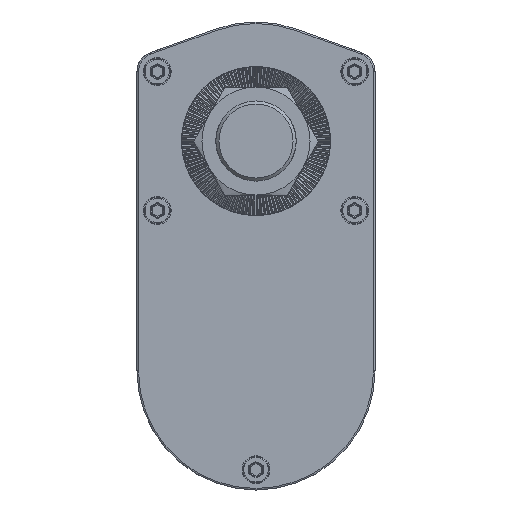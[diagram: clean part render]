
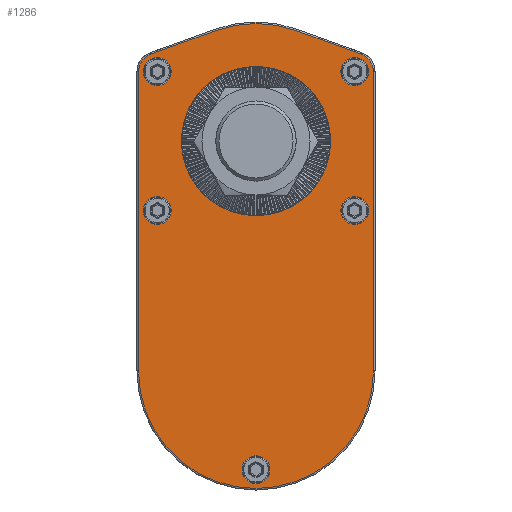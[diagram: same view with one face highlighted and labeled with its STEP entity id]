
A CAD part, front view. The second image highlights one B-rep face of the part: STEP entity #1286.
In plain terms, the highlighted planar face has unit normal (0, -1, 0).
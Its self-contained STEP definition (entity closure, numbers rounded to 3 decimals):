
#1286 = ADVANCED_FACE( '', ( #3263, #3264, #3265, #3266, #3267, #3268, #3269 ), #3270, .T. );
#3263 = FACE_BOUND( '', #6991, .T. );
#3264 = FACE_BOUND( '', #6992, .T. );
#3265 = FACE_BOUND( '', #6993, .T. );
#3266 = FACE_BOUND( '', #6994, .T. );
#3267 = FACE_BOUND( '', #6995, .T. );
#3268 = FACE_OUTER_BOUND( '', #6996, .T. );
#3269 = FACE_BOUND( '', #6997, .T. );
#3270 = PLANE( '', #6998 );
#6991 = EDGE_LOOP( '', ( #15532 ) );
#6992 = EDGE_LOOP( '', ( #15533 ) );
#6993 = EDGE_LOOP( '', ( #15534 ) );
#6994 = EDGE_LOOP( '', ( #15535 ) );
#6995 = EDGE_LOOP( '', ( #15536 ) );
#6996 = EDGE_LOOP( '', ( #15537, #15538, #15539, #15540, #15541, #15542, #15543, #15544 ) );
#6997 = EDGE_LOOP( '', ( #15545 ) );
#6998 = AXIS2_PLACEMENT_3D( '', #15546, #15547, #15548 );
#15532 = ORIENTED_EDGE( '', *, *, #22635, .T. );
#15533 = ORIENTED_EDGE( '', *, *, #22203, .T. );
#15534 = ORIENTED_EDGE( '', *, *, #22636, .T. );
#15535 = ORIENTED_EDGE( '', *, *, #22637, .T. );
#15536 = ORIENTED_EDGE( '', *, *, #22638, .T. );
#15537 = ORIENTED_EDGE( '', *, *, #22639, .T. );
#15538 = ORIENTED_EDGE( '', *, *, #22640, .T. );
#15539 = ORIENTED_EDGE( '', *, *, #22641, .T. );
#15540 = ORIENTED_EDGE( '', *, *, #22642, .T. );
#15541 = ORIENTED_EDGE( '', *, *, #21775, .T. );
#15542 = ORIENTED_EDGE( '', *, *, #22643, .T. );
#15543 = ORIENTED_EDGE( '', *, *, #22644, .T. );
#15544 = ORIENTED_EDGE( '', *, *, #22645, .T. );
#15545 = ORIENTED_EDGE( '', *, *, #22646, .F. );
#15546 = CARTESIAN_POINT( '', ( 0., 24.5, -74.5 ) );
#15547 = DIRECTION( '', ( 0., -1., 0. ) );
#15548 = DIRECTION( '', ( 0., 0., -1. ) );
#21775 = EDGE_CURVE( '', #24897, #24895, #24898, .T. );
#22203 = EDGE_CURVE( '', #25667, #25667, #25668, .T. );
#22635 = EDGE_CURVE( '', #26370, #26370, #26371, .T. );
#22636 = EDGE_CURVE( '', #26372, #26372, #26373, .T. );
#22637 = EDGE_CURVE( '', #26374, #26374, #26375, .T. );
#22638 = EDGE_CURVE( '', #26376, #26376, #26377, .T. );
#22639 = EDGE_CURVE( '', #26378, #26379, #26380, .T. );
#22640 = EDGE_CURVE( '', #26379, #26381, #26382, .T. );
#22641 = EDGE_CURVE( '', #26381, #26383, #26384, .T. );
#22642 = EDGE_CURVE( '', #26383, #24897, #26385, .T. );
#22643 = EDGE_CURVE( '', #24895, #26386, #26387, .T. );
#22644 = EDGE_CURVE( '', #26386, #26388, #26389, .T. );
#22645 = EDGE_CURVE( '', #26388, #26378, #26390, .T. );
#22646 = EDGE_CURVE( '', #26391, #26391, #26392, .T. );
#24895 = VERTEX_POINT( '', #29721 );
#24897 = VERTEX_POINT( '', #29723 );
#24898 = CIRCLE( '', #29724, 6.08 );
#25667 = VERTEX_POINT( '', #31231 );
#25668 = CIRCLE( '', #31232, 4.5 );
#26370 = VERTEX_POINT( '', #32551 );
#26371 = CIRCLE( '', #32552, 4.5 );
#26372 = VERTEX_POINT( '', #32553 );
#26373 = CIRCLE( '', #32554, 4.5 );
#26374 = VERTEX_POINT( '', #32555 );
#26375 = CIRCLE( '', #32556, 4.5 );
#26376 = VERTEX_POINT( '', #32557 );
#26377 = CIRCLE( '', #32558, 4.5 );
#26378 = VERTEX_POINT( '', #32559 );
#26379 = VERTEX_POINT( '', #32560 );
#26380 = CIRCLE( '', #32561, 6.08 );
#26381 = VERTEX_POINT( '', #32562 );
#26382 = LINE( '', #32563, #32564 );
#26383 = VERTEX_POINT( '', #32565 );
#26384 = CIRCLE( '', #32566, 38.08 );
#26385 = LINE( '', #32567, #32568 );
#26386 = VERTEX_POINT( '', #32569 );
#26387 = LINE( '', #32570, #32571 );
#26388 = VERTEX_POINT( '', #32572 );
#26389 = CIRCLE( '', #32573, 38.08 );
#26390 = LINE( '', #32574, #32575 );
#26391 = VERTEX_POINT( '', #32576 );
#26392 = CIRCLE( '', #32577, 24.1 );
#29721 = CARTESIAN_POINT( '', ( -38.08, 24.5, 22.46 ) );
#29723 = CARTESIAN_POINT( '', ( -34.067, 24.5, 28.178 ) );
#29724 = AXIS2_PLACEMENT_3D( '', #38576, #38577, #38578 );
#31231 = CARTESIAN_POINT( '', ( 32., 24.5, -27. ) );
#31232 = AXIS2_PLACEMENT_3D( '', #39053, #39054, #39055 );
#32551 = CARTESIAN_POINT( '', ( 32., 24.5, 18. ) );
#32552 = AXIS2_PLACEMENT_3D( '', #39530, #39531, #39532 );
#32553 = CARTESIAN_POINT( '', ( -32., 24.5, -27. ) );
#32554 = AXIS2_PLACEMENT_3D( '', #39533, #39534, #39535 );
#32555 = CARTESIAN_POINT( '', ( 0., 24.5, -111. ) );
#32556 = AXIS2_PLACEMENT_3D( '', #39536, #39537, #39538 );
#32557 = CARTESIAN_POINT( '', ( -32., 24.5, 18. ) );
#32558 = AXIS2_PLACEMENT_3D( '', #39539, #39540, #39541 );
#32559 = CARTESIAN_POINT( '', ( 38.08, 24.5, 22.46 ) );
#32560 = CARTESIAN_POINT( '', ( 34.067, 24.5, 28.178 ) );
#32561 = AXIS2_PLACEMENT_3D( '', #39542, #39543, #39544 );
#32562 = CARTESIAN_POINT( '', ( 12.944, 24.5, 35.813 ) );
#32563 = CARTESIAN_POINT( '', ( 36.76, 24.5, 27.204 ) );
#32564 = VECTOR( '', #39545, 1000. );
#32565 = CARTESIAN_POINT( '', ( -12.944, 24.5, 35.813 ) );
#32566 = AXIS2_PLACEMENT_3D( '', #39546, #39547, #39548 );
#32567 = CARTESIAN_POINT( '', ( -36.76, 24.5, 27.204 ) );
#32568 = VECTOR( '', #39549, 1000. );
#32569 = CARTESIAN_POINT( '', ( -38.08, 24.5, -74.5 ) );
#32570 = CARTESIAN_POINT( '', ( -38.08, 24.5, -74.5 ) );
#32571 = VECTOR( '', #39550, 1000. );
#32572 = CARTESIAN_POINT( '', ( 38.08, 24.5, -74.5 ) );
#32573 = AXIS2_PLACEMENT_3D( '', #39551, #39552, #39553 );
#32574 = CARTESIAN_POINT( '', ( 38.08, 24.5, -74.5 ) );
#32575 = VECTOR( '', #39554, 1000. );
#32576 = CARTESIAN_POINT( '', ( 0., 24.5, -24.1 ) );
#32577 = AXIS2_PLACEMENT_3D( '', #39555, #39556, #39557 );
#38576 = CARTESIAN_POINT( '', ( -32., 24.5, 22.46 ) );
#38577 = DIRECTION( '', ( 0., -1., 0. ) );
#38578 = DIRECTION( '', ( 0., 0., -1. ) );
#39053 = CARTESIAN_POINT( '', ( 32., 24.5, -22.5 ) );
#39054 = DIRECTION( '', ( 0., 1., 0. ) );
#39055 = DIRECTION( '', ( 0., 0., -1. ) );
#39530 = CARTESIAN_POINT( '', ( 32., 24.5, 22.5 ) );
#39531 = DIRECTION( '', ( 0., 1., 0. ) );
#39532 = DIRECTION( '', ( 0., 0., -1. ) );
#39533 = CARTESIAN_POINT( '', ( -32., 24.5, -22.5 ) );
#39534 = DIRECTION( '', ( 0., 1., 0. ) );
#39535 = DIRECTION( '', ( 0., 0., -1. ) );
#39536 = CARTESIAN_POINT( '', ( 0., 24.5, -106.5 ) );
#39537 = DIRECTION( '', ( 0., 1., 0. ) );
#39538 = DIRECTION( '', ( 0., 0., -1. ) );
#39539 = CARTESIAN_POINT( '', ( -32., 24.5, 22.5 ) );
#39540 = DIRECTION( '', ( 0., 1., 0. ) );
#39541 = DIRECTION( '', ( 0., 0., -1. ) );
#39542 = CARTESIAN_POINT( '', ( 32., 24.5, 22.46 ) );
#39543 = DIRECTION( '', ( 0., -1., 0. ) );
#39544 = DIRECTION( '', ( 0., 0., -1. ) );
#39545 = DIRECTION( '', ( -0.94, 0., 0.34 ) );
#39546 = CARTESIAN_POINT( '', ( 0., 24.5, 0. ) );
#39547 = DIRECTION( '', ( 0., -1., 0. ) );
#39548 = DIRECTION( '', ( 0., 0., -1. ) );
#39549 = DIRECTION( '', ( -0.94, 0., -0.34 ) );
#39550 = DIRECTION( '', ( 0., 0., -1. ) );
#39551 = CARTESIAN_POINT( '', ( 0., 24.5, -74.5 ) );
#39552 = DIRECTION( '', ( 0., -1., 0. ) );
#39553 = DIRECTION( '', ( 0., 0., -1. ) );
#39554 = DIRECTION( '', ( 0., 0., 1. ) );
#39555 = CARTESIAN_POINT( '', ( 0., 24.5, 0. ) );
#39556 = DIRECTION( '', ( 0., -1., 0. ) );
#39557 = DIRECTION( '', ( 0., 0., -1. ) );
